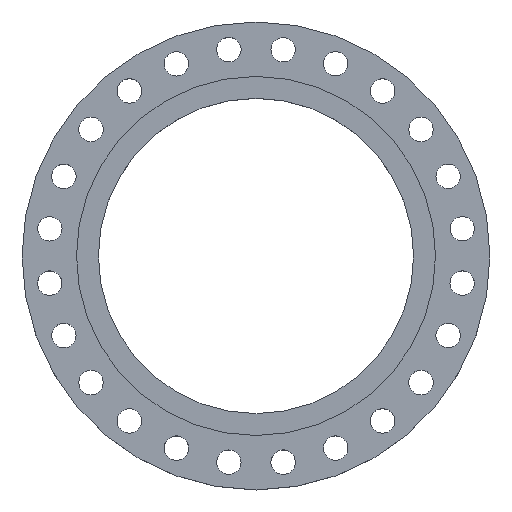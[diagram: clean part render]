
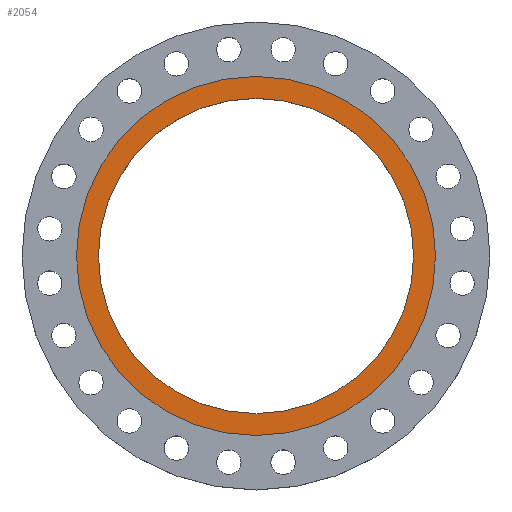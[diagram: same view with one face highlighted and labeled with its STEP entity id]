
A CAD part, top view. The second image highlights one B-rep face of the part: STEP entity #2054.
In plain terms, the highlighted planar face has unit normal (0, 0, 1).
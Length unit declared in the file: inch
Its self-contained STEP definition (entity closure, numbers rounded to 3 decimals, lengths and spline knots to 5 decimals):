
#20 = EDGE_CURVE ( 'NONE', #569, #1889, #1593, .T. ) ;
#86 = EDGE_LOOP ( 'NONE', ( #155, #270 ) ) ;
#95 = EDGE_CURVE ( 'NONE', #1710, #649, #833, .T. ) ;
#129 = AXIS2_PLACEMENT_3D ( 'NONE', #2084, #868, #890 ) ;
#155 = ORIENTED_EDGE ( 'NONE', *, *, #2169, .F. ) ;
#270 = ORIENTED_EDGE ( 'NONE', *, *, #95, .F. ) ;
#301 = CARTESIAN_POINT ( 'NONE',  ( 0., 0., 0. ) ) ;
#305 = ORIENTED_EDGE ( 'NONE', *, *, #549, .T. ) ;
#422 = DIRECTION ( 'NONE',  ( 1., 0., 0. ) ) ;
#468 = DIRECTION ( 'NONE',  ( 0., 0., 1. ) ) ;
#539 = PLANE ( 'NONE',  #129 ) ;
#549 = EDGE_CURVE ( 'NONE', #1889, #569, #1900, .T. ) ;
#569 = VERTEX_POINT ( 'NONE', #621 ) ;
#598 = CARTESIAN_POINT ( 'NONE',  ( -13.81, 0., 0. ) ) ;
#612 = CARTESIAN_POINT ( 'NONE',  ( 0., 0., 0. ) ) ;
#621 = CARTESIAN_POINT ( 'NONE',  ( 13.81, 0., 0. ) ) ;
#640 = AXIS2_PLACEMENT_3D ( 'NONE', #301, #2153, #642 ) ;
#642 = DIRECTION ( 'NONE',  ( 1., 0., 0. ) ) ;
#648 = AXIS2_PLACEMENT_3D ( 'NONE', #612, #655, #1805 ) ;
#649 = VERTEX_POINT ( 'NONE', #1013 ) ;
#655 = DIRECTION ( 'NONE',  ( 0., 0., 1. ) ) ;
#705 = CARTESIAN_POINT ( 'NONE',  ( -12.125, 0., 0. ) ) ;
#813 = ORIENTED_EDGE ( 'NONE', *, *, #20, .T. ) ;
#833 = CIRCLE ( 'NONE', #1393, 12.125 ) ;
#868 = DIRECTION ( 'NONE',  ( 0., 0., 1. ) ) ;
#890 = DIRECTION ( 'NONE',  ( 1., 0., 0. ) ) ;
#943 = EDGE_LOOP ( 'NONE', ( #813, #305 ) ) ;
#978 = DIRECTION ( 'NONE',  ( 1., 0., 0. ) ) ;
#1013 = CARTESIAN_POINT ( 'NONE',  ( 12.125, 0., 0. ) ) ;
#1214 = AXIS2_PLACEMENT_3D ( 'NONE', #1947, #1464, #422 ) ;
#1393 = AXIS2_PLACEMENT_3D ( 'NONE', #2146, #468, #978 ) ;
#1464 = DIRECTION ( 'NONE',  ( 0., 0., 1. ) ) ;
#1468 = CIRCLE ( 'NONE', #1214, 12.125 ) ;
#1574 = FACE_BOUND ( 'NONE', #86, .T. ) ;
#1593 = CIRCLE ( 'NONE', #648, 13.81 ) ;
#1710 = VERTEX_POINT ( 'NONE', #705 ) ;
#1805 = DIRECTION ( 'NONE',  ( 1., 0., 0. ) ) ;
#1889 = VERTEX_POINT ( 'NONE', #598 ) ;
#1900 = CIRCLE ( 'NONE', #640, 13.81 ) ;
#1947 = CARTESIAN_POINT ( 'NONE',  ( 0., 0., 0. ) ) ;
#2054 = ADVANCED_FACE ( 'NONE', ( #1574, #2073 ), #539, .T. ) ;
#2073 = FACE_OUTER_BOUND ( 'NONE', #943, .T. ) ;
#2084 = CARTESIAN_POINT ( 'NONE',  ( 0., 0., 0. ) ) ;
#2146 = CARTESIAN_POINT ( 'NONE',  ( 0., 0., 0. ) ) ;
#2153 = DIRECTION ( 'NONE',  ( 0., 0., 1. ) ) ;
#2169 = EDGE_CURVE ( 'NONE', #649, #1710, #1468, .T. ) ;
